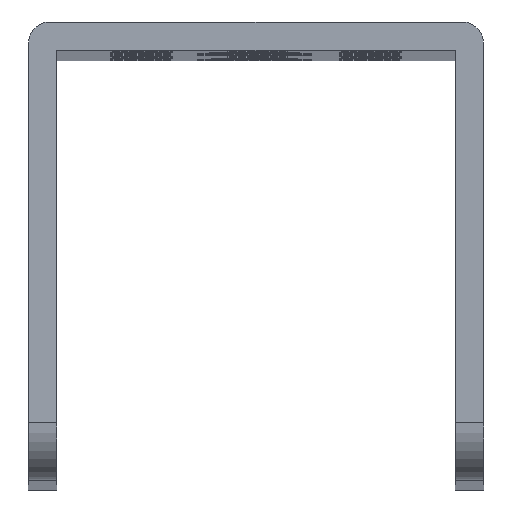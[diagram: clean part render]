
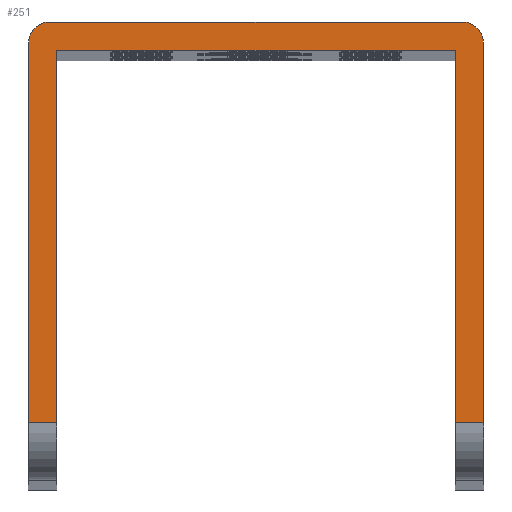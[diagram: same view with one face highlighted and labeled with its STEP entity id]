
A CAD part, top view. The second image highlights one B-rep face of the part: STEP entity #251.
In plain terms, the highlighted planar face has unit normal (0, 0, 1).
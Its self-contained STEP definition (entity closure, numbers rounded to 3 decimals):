
#89 = AXIS2_PLACEMENT_3D ( 'NONE', #1028, #921, #6406 ) ;
#145 = AXIS2_PLACEMENT_3D ( 'NONE', #6489, #17075, #6951 ) ;
#251 = ADVANCED_FACE ( 'NONE', ( #16923 ), #949, .T. ) ;
#508 = VECTOR ( 'NONE', #11774, 1000. ) ;
#681 = VECTOR ( 'NONE', #5265, 1000. ) ;
#714 = CARTESIAN_POINT ( 'NONE',  ( -36.116, 15.02, 408. ) ) ;
#921 = DIRECTION ( 'NONE',  ( 0., 0., 1. ) ) ;
#949 = PLANE ( 'NONE',  #1851 ) ;
#1028 = CARTESIAN_POINT ( 'NONE',  ( -36.116, 13.529, 408. ) ) ;
#1426 = CARTESIAN_POINT ( 'NONE',  ( -37.606, 13.529, 408. ) ) ;
#1851 = AXIS2_PLACEMENT_3D ( 'NONE', #8425, #19134, #17030 ) ;
#2236 = LINE ( 'NONE', #714, #19520 ) ;
#2361 = DIRECTION ( 'NONE',  ( -1., 0., 0. ) ) ;
#2922 = EDGE_CURVE ( 'NONE', #18144, #21565, #2236, .T. ) ;
#3258 = CARTESIAN_POINT ( 'NONE',  ( -36.116, -12.98, 408. ) ) ;
#3726 = CARTESIAN_POINT ( 'NONE',  ( -7.793, 13.032, 408. ) ) ;
#3754 = CARTESIAN_POINT ( 'NONE',  ( -35.619, 13.032, 408. ) ) ;
#4052 = VERTEX_POINT ( 'NONE', #3754 ) ;
#4486 = VERTEX_POINT ( 'NONE', #3726 ) ;
#4656 = LINE ( 'NONE', #20624, #508 ) ;
#4692 = ORIENTED_EDGE ( 'NONE', *, *, #2922, .T. ) ;
#5049 = CARTESIAN_POINT ( 'NONE',  ( -35.619, 13.529, 408. ) ) ;
#5093 = CARTESIAN_POINT ( 'NONE',  ( -5.805, 13.529, 408. ) ) ;
#5095 = CARTESIAN_POINT ( 'NONE',  ( -37.606, 13.529, 408. ) ) ;
#5265 = DIRECTION ( 'NONE',  ( 0., 1., 0. ) ) ;
#5355 = DIRECTION ( 'NONE',  ( -1., 0., 0. ) ) ;
#5470 = CARTESIAN_POINT ( 'NONE',  ( -36.116, 15.02, 408. ) ) ;
#5913 = LINE ( 'NONE', #6027, #21011 ) ;
#5922 = VERTEX_POINT ( 'NONE', #19996 ) ;
#6027 = CARTESIAN_POINT ( 'NONE',  ( -36.116, 13.032, 408. ) ) ;
#6041 = VERTEX_POINT ( 'NONE', #7532 ) ;
#6406 = DIRECTION ( 'NONE',  ( -1., 0., 0. ) ) ;
#6489 = CARTESIAN_POINT ( 'NONE',  ( -7.296, 13.529, 408. ) ) ;
#6519 = DIRECTION ( 'NONE',  ( 0., -1., 0. ) ) ;
#6727 = VECTOR ( 'NONE', #5355, 1000. ) ;
#6951 = DIRECTION ( 'NONE',  ( -1., 0., 0. ) ) ;
#7038 = ORIENTED_EDGE ( 'NONE', *, *, #22142, .T. ) ;
#7532 = CARTESIAN_POINT ( 'NONE',  ( -35.619, -12.98, 408. ) ) ;
#8425 = CARTESIAN_POINT ( 'NONE',  ( -36.116, 13.529, 408. ) ) ;
#8630 = VERTEX_POINT ( 'NONE', #5093 ) ;
#9251 = ORIENTED_EDGE ( 'NONE', *, *, #18940, .T. ) ;
#9660 = EDGE_LOOP ( 'NONE', ( #4692, #9251, #18366, #11412, #11756, #7038, #22196, #18139, #15314, #22940 ) ) ;
#9791 = CIRCLE ( 'NONE', #89, 1.491 ) ;
#9845 = CIRCLE ( 'NONE', #145, 1.491 ) ;
#9963 = LINE ( 'NONE', #17057, #20476 ) ;
#10038 = EDGE_CURVE ( 'NONE', #16089, #10357, #17440, .T. ) ;
#10357 = VERTEX_POINT ( 'NONE', #16628 ) ;
#11412 = ORIENTED_EDGE ( 'NONE', *, *, #12706, .F. ) ;
#11632 = EDGE_CURVE ( 'NONE', #8630, #18144, #9845, .T. ) ;
#11756 = ORIENTED_EDGE ( 'NONE', *, *, #14739, .T. ) ;
#11774 = DIRECTION ( 'NONE',  ( 1., 0., 0. ) ) ;
#12052 = DIRECTION ( 'NONE',  ( 0., -1., 0. ) ) ;
#12706 = EDGE_CURVE ( 'NONE', #6041, #10357, #13986, .T. ) ;
#13129 = DIRECTION ( 'NONE',  ( 1., 0., 0. ) ) ;
#13986 = LINE ( 'NONE', #3258, #6727 ) ;
#14710 = EDGE_CURVE ( 'NONE', #17645, #8630, #22560, .T. ) ;
#14739 = EDGE_CURVE ( 'NONE', #6041, #4052, #22771, .T. ) ;
#14870 = CARTESIAN_POINT ( 'NONE',  ( -7.296, 15.02, 408. ) ) ;
#15314 = ORIENTED_EDGE ( 'NONE', *, *, #14710, .T. ) ;
#15647 = CARTESIAN_POINT ( 'NONE',  ( -5.805, 13.529, 408. ) ) ;
#15982 = EDGE_CURVE ( 'NONE', #4486, #5922, #9963, .T. ) ;
#16089 = VERTEX_POINT ( 'NONE', #1426 ) ;
#16628 = CARTESIAN_POINT ( 'NONE',  ( -37.606, -12.98, 408. ) ) ;
#16923 = FACE_OUTER_BOUND ( 'NONE', #9660, .T. ) ;
#17030 = DIRECTION ( 'NONE',  ( 1., 0., 0. ) ) ;
#17057 = CARTESIAN_POINT ( 'NONE',  ( -7.793, 13.529, 408. ) ) ;
#17075 = DIRECTION ( 'NONE',  ( 0., 0., 1. ) ) ;
#17440 = LINE ( 'NONE', #5095, #17631 ) ;
#17631 = VECTOR ( 'NONE', #6519, 1000. ) ;
#17645 = VERTEX_POINT ( 'NONE', #21436 ) ;
#18139 = ORIENTED_EDGE ( 'NONE', *, *, #23035, .T. ) ;
#18144 = VERTEX_POINT ( 'NONE', #14870 ) ;
#18366 = ORIENTED_EDGE ( 'NONE', *, *, #10038, .T. ) ;
#18572 = VECTOR ( 'NONE', #21025, 1000. ) ;
#18940 = EDGE_CURVE ( 'NONE', #21565, #16089, #9791, .T. ) ;
#19134 = DIRECTION ( 'NONE',  ( 0., 0., 1. ) ) ;
#19520 = VECTOR ( 'NONE', #2361, 1000. ) ;
#19996 = CARTESIAN_POINT ( 'NONE',  ( -7.793, -12.98, 408. ) ) ;
#20476 = VECTOR ( 'NONE', #12052, 1000. ) ;
#20624 = CARTESIAN_POINT ( 'NONE',  ( -36.116, -12.98, 408. ) ) ;
#21011 = VECTOR ( 'NONE', #13129, 1000. ) ;
#21025 = DIRECTION ( 'NONE',  ( 0., 1., 0. ) ) ;
#21436 = CARTESIAN_POINT ( 'NONE',  ( -5.805, -12.98, 408. ) ) ;
#21565 = VERTEX_POINT ( 'NONE', #5470 ) ;
#22142 = EDGE_CURVE ( 'NONE', #4052, #4486, #5913, .T. ) ;
#22196 = ORIENTED_EDGE ( 'NONE', *, *, #15982, .T. ) ;
#22560 = LINE ( 'NONE', #15647, #18572 ) ;
#22771 = LINE ( 'NONE', #5049, #681 ) ;
#22940 = ORIENTED_EDGE ( 'NONE', *, *, #11632, .T. ) ;
#23035 = EDGE_CURVE ( 'NONE', #5922, #17645, #4656, .T. ) ;
